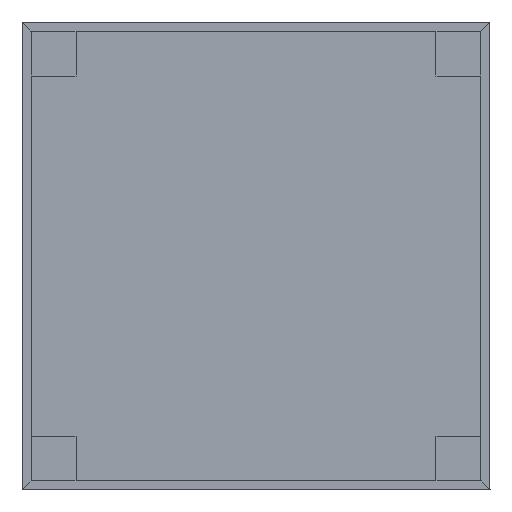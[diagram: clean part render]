
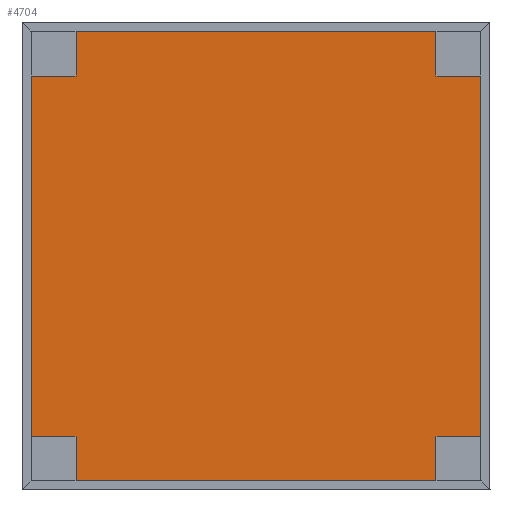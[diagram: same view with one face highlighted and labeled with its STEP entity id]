
A CAD part, front view. The second image highlights one B-rep face of the part: STEP entity #4704.
In plain terms, the highlighted planar face has unit normal (0, -1, 0).
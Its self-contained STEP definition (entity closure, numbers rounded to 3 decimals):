
#487 = ORIENTED_EDGE ( 'NONE', *, *, #536, .F. ) ;
#536 = EDGE_CURVE ( 'NONE', #6375, #8861, #8176, .T. ) ;
#919 = EDGE_CURVE ( 'NONE', #3539, #6375, #8409, .T. ) ;
#1421 = CARTESIAN_POINT ( 'NONE',  ( 0., -35., 0. ) ) ;
#1863 = CARTESIAN_POINT ( 'NONE',  ( 250., -35., 250. ) ) ;
#1991 = CARTESIAN_POINT ( 'NONE',  ( -250., -35., -250. ) ) ;
#2459 = CARTESIAN_POINT ( 'NONE',  ( -250., -35., 250. ) ) ;
#2608 = VECTOR ( 'NONE', #9299, 1000. ) ;
#2715 = DIRECTION ( 'NONE',  ( -1., 0., 0. ) ) ;
#2889 = DIRECTION ( 'NONE',  ( 0., -1., 0. ) ) ;
#2925 = DIRECTION ( 'NONE',  ( 0., 0., -1. ) ) ;
#3003 = VECTOR ( 'NONE', #2925, 1000. ) ;
#3165 = CARTESIAN_POINT ( 'NONE',  ( -250., -35., 250. ) ) ;
#3240 = LINE ( 'NONE', #8754, #3003 ) ;
#3539 = VERTEX_POINT ( 'NONE', #7891 ) ;
#4210 = CARTESIAN_POINT ( 'NONE',  ( 250., -35., -250. ) ) ;
#4704 = ADVANCED_FACE ( 'NONE', ( #5201 ), #7229, .T. ) ;
#4746 = VECTOR ( 'NONE', #8266, 1000. ) ;
#5015 = ORIENTED_EDGE ( 'NONE', *, *, #8974, .F. ) ;
#5027 = LINE ( 'NONE', #1991, #6716 ) ;
#5201 = FACE_OUTER_BOUND ( 'NONE', #8291, .T. ) ;
#5395 = ORIENTED_EDGE ( 'NONE', *, *, #919, .F. ) ;
#5664 = CARTESIAN_POINT ( 'NONE',  ( -250., -35., 250. ) ) ;
#6375 = VERTEX_POINT ( 'NONE', #2459 ) ;
#6716 = VECTOR ( 'NONE', #2715, 1000. ) ;
#6830 = ORIENTED_EDGE ( 'NONE', *, *, #7726, .F. ) ;
#7229 = PLANE ( 'NONE',  #9265 ) ;
#7504 = VERTEX_POINT ( 'NONE', #4210 ) ;
#7726 = EDGE_CURVE ( 'NONE', #8861, #7504, #3240, .T. ) ;
#7891 = CARTESIAN_POINT ( 'NONE',  ( -250., -35., -250. ) ) ;
#7985 = DIRECTION ( 'NONE',  ( 0., 0., -1. ) ) ;
#8176 = LINE ( 'NONE', #5664, #2608 ) ;
#8266 = DIRECTION ( 'NONE',  ( 0., 0., 1. ) ) ;
#8291 = EDGE_LOOP ( 'NONE', ( #6830, #487, #5395, #5015 ) ) ;
#8409 = LINE ( 'NONE', #3165, #4746 ) ;
#8754 = CARTESIAN_POINT ( 'NONE',  ( 250., -35., 250. ) ) ;
#8861 = VERTEX_POINT ( 'NONE', #1863 ) ;
#8974 = EDGE_CURVE ( 'NONE', #7504, #3539, #5027, .T. ) ;
#9265 = AXIS2_PLACEMENT_3D ( 'NONE', #1421, #2889, #7985 ) ;
#9299 = DIRECTION ( 'NONE',  ( 1., 0., 0. ) ) ;
